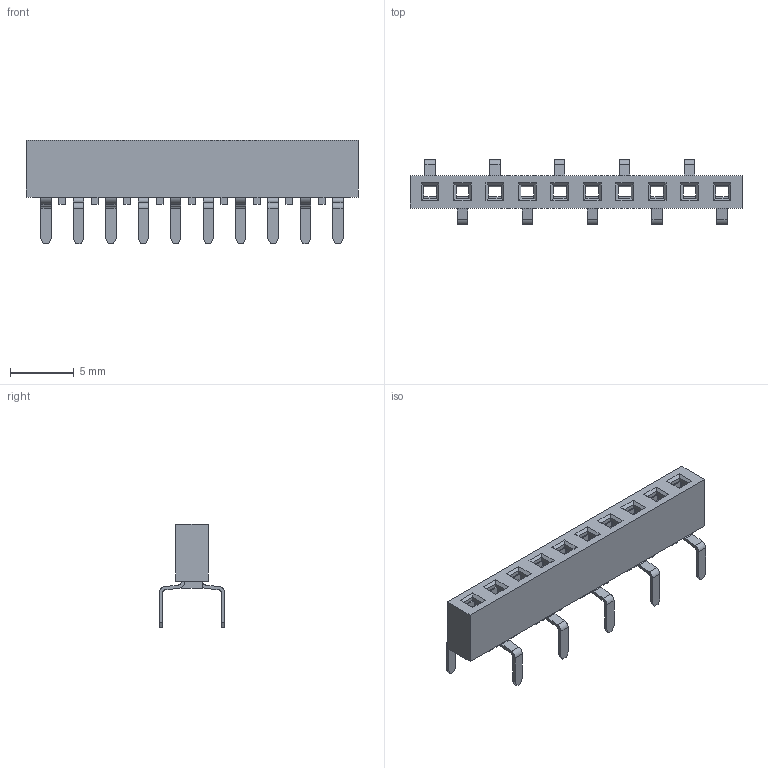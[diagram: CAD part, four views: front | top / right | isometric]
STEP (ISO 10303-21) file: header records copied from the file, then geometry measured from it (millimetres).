
FILE_DESCRIPTION(/* description */ ('Unknown'),/* implementation_level */ '2;1');
FILE_NAME(/* name */ 'J_Wurth_WR-PHD_61301015721',/* time_stamp */ '2025-04-18T10:02:33+08:00',/* author */ ('Unknown'),/* organization */ ('Unknown'),/* preprocessor_version */ 'ST-DEVELOPER v19.4',/* originating_system */ 'Solid Edge',/* authorisation */ 'Unknown');
FILE_SCHEMA (('AUTOMOTIVE_DESIGN {1 0 10303 214 3 1 1}'));
Length unit declared in the file: millimetre
Products named in the file (2): J_Wurth_WR-PHD_61301015721
Assembly tree (1 placements, depth 2):
  J_Wurth_WR-PHD_61301015721
    J_Wurth_WR-PHD_61301015721
Bounding box: 26 x 5.08 x 8.1 mm (x, y, z)
Volume: 217.5 mm3; surface area: 1237.8 mm2
Topology: 11 solids, 11 shells, 1223 faces, 3304 edges, 2084 vertices
Faces by surface type: plane 743, cylinder 460, bspline 10, torus 10
Full cylindrical faces by diameter (mm): 0.01 x10, 0.51 x10
Entity records: 38260 total; most frequent: CARTESIAN_POINT 7763, ORIENTED_EDGE 6488, DIRECTION 6134, EDGE_CURVE 3244, LINE 2144, VECTOR 2144, VERTEX_POINT 2064, AXIS2_PLACEMENT_3D 1995
